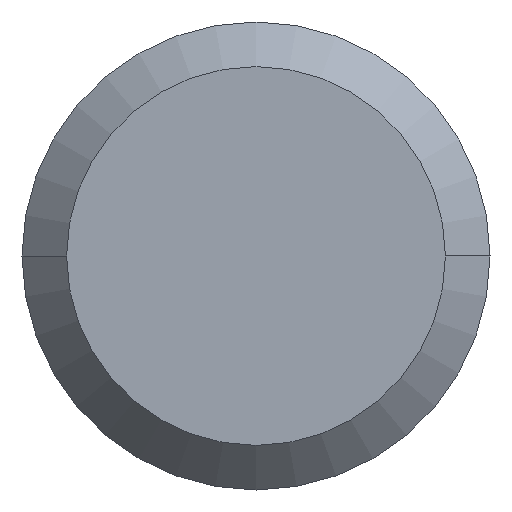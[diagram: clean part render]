
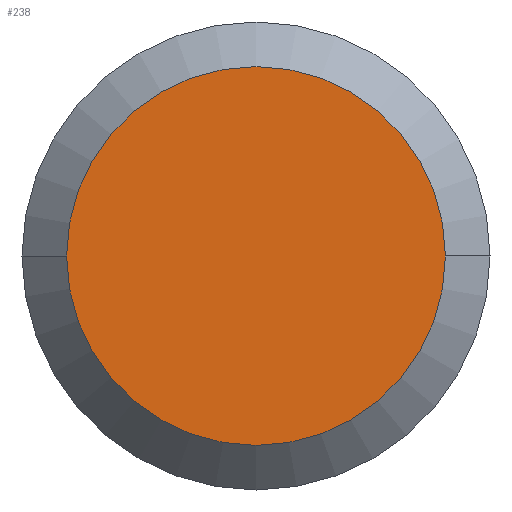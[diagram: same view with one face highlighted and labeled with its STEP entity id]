
A CAD part, left-side view. The second image highlights one B-rep face of the part: STEP entity #238.
In plain terms, the highlighted planar face has unit normal (-1, 0, 0).
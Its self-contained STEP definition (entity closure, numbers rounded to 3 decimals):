
#18 = DIRECTION ( 'NONE',  ( 0., 1., 0. ) ) ;
#46 = DIRECTION ( 'NONE',  ( 0., 1., 0. ) ) ;
#54 = VERTEX_POINT ( 'NONE', #193 ) ;
#82 = EDGE_LOOP ( 'NONE', ( #329, #252 ) ) ;
#136 = CARTESIAN_POINT ( 'NONE',  ( 0., 0., 0. ) ) ;
#170 = DIRECTION ( 'NONE',  ( 0., -1., 0. ) ) ;
#174 = CARTESIAN_POINT ( 'NONE',  ( 0., 0., 0. ) ) ;
#175 = DIRECTION ( 'NONE',  ( 1., 0., 0. ) ) ;
#180 = DIRECTION ( 'NONE',  ( 1., 0., 0. ) ) ;
#192 = CIRCLE ( 'NONE', #388, 3.238 ) ;
#193 = CARTESIAN_POINT ( 'NONE',  ( 0., -3.238, 0. ) ) ;
#213 = FACE_OUTER_BOUND ( 'NONE', #82, .T. ) ;
#238 = ADVANCED_FACE ( 'NONE', ( #213 ), #363, .T. ) ;
#252 = ORIENTED_EDGE ( 'NONE', *, *, #283, .F. ) ;
#254 = CIRCLE ( 'NONE', #266, 3.238 ) ;
#255 = AXIS2_PLACEMENT_3D ( 'NONE', #136, #297, #170 ) ;
#257 = EDGE_CURVE ( 'NONE', #315, #54, #192, .T. ) ;
#266 = AXIS2_PLACEMENT_3D ( 'NONE', #174, #180, #18 ) ;
#270 = CARTESIAN_POINT ( 'NONE',  ( 0., 0., 0. ) ) ;
#283 = EDGE_CURVE ( 'NONE', #54, #315, #254, .T. ) ;
#297 = DIRECTION ( 'NONE',  ( -1., 0., 0. ) ) ;
#315 = VERTEX_POINT ( 'NONE', #407 ) ;
#329 = ORIENTED_EDGE ( 'NONE', *, *, #257, .F. ) ;
#363 = PLANE ( 'NONE',  #255 ) ;
#388 = AXIS2_PLACEMENT_3D ( 'NONE', #270, #175, #46 ) ;
#407 = CARTESIAN_POINT ( 'NONE',  ( 0., 3.238, 0. ) ) ;
